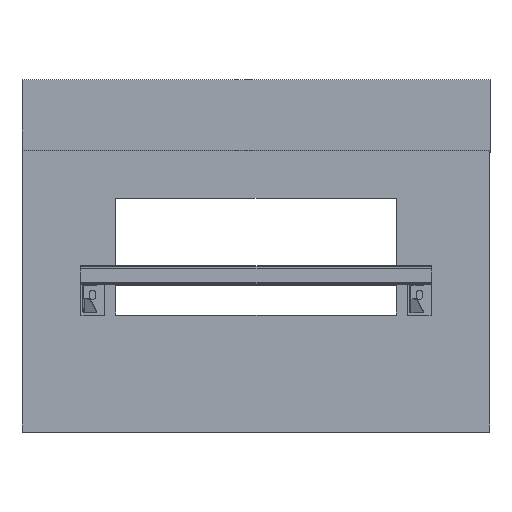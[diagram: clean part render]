
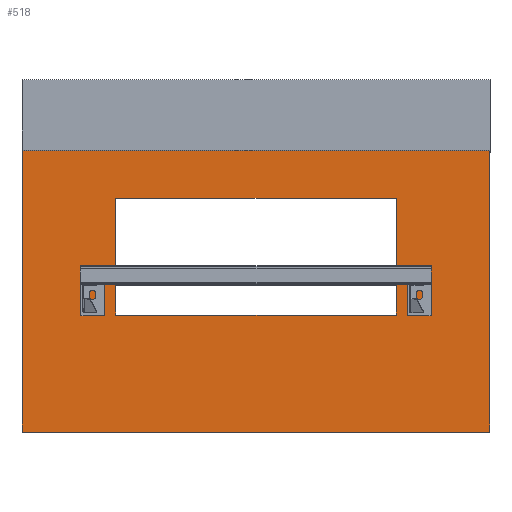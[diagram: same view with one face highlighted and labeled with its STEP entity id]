
A CAD part, top view. The second image highlights one B-rep face of the part: STEP entity #518.
In plain terms, the highlighted face is planar.
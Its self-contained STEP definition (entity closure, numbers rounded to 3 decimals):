
#123 = EDGE_CURVE ( 'NONE', #701, #6373, #6687, .T. ) ;
#328 = VERTEX_POINT ( 'NONE', #2223 ) ;
#399 = CARTESIAN_POINT ( 'NONE',  ( 0., 0., 500. ) ) ;
#512 = LINE ( 'NONE', #997, #4231 ) ;
#518 = ADVANCED_FACE ( 'NONE', ( #3251, #2622 ), #1696, .T. ) ;
#538 = LINE ( 'NONE', #5815, #5087 ) ;
#598 = EDGE_CURVE ( 'NONE', #853, #4977, #5465, .T. ) ;
#701 = VERTEX_POINT ( 'NONE', #3090 ) ;
#703 = ORIENTED_EDGE ( 'NONE', *, *, #5437, .T. ) ;
#729 = CARTESIAN_POINT ( 'NONE',  ( -500., 0., 300. ) ) ;
#820 = VECTOR ( 'NONE', #3408, 1000. ) ;
#853 = VERTEX_POINT ( 'NONE', #1839 ) ;
#856 = DIRECTION ( 'NONE',  ( 0., 0., -1. ) ) ;
#997 = CARTESIAN_POINT ( 'NONE',  ( -750., 0., 500. ) ) ;
#1022 = ORIENTED_EDGE ( 'NONE', *, *, #3003, .F. ) ;
#1057 = EDGE_CURVE ( 'NONE', #6305, #701, #3379, .T. ) ;
#1310 = DIRECTION ( 'NONE',  ( 0., 0., -1. ) ) ;
#1364 = VECTOR ( 'NONE', #4963, 1000. ) ;
#1509 = EDGE_CURVE ( 'NONE', #5738, #853, #2851, .T. ) ;
#1696 = PLANE ( 'NONE',  #3197 ) ;
#1718 = LINE ( 'NONE', #3798, #4228 ) ;
#1839 = CARTESIAN_POINT ( 'NONE',  ( -500., 0., -300. ) ) ;
#1997 = CARTESIAN_POINT ( 'NONE',  ( 0., 0., -500. ) ) ;
#2016 = EDGE_CURVE ( 'NONE', #4977, #328, #538, .T. ) ;
#2147 = ORIENTED_EDGE ( 'NONE', *, *, #5643, .T. ) ;
#2190 = CARTESIAN_POINT ( 'NONE',  ( 0., 0., 0. ) ) ;
#2223 = CARTESIAN_POINT ( 'NONE',  ( -250., 0., 300. ) ) ;
#2399 = CARTESIAN_POINT ( 'NONE',  ( -250., 0., -300. ) ) ;
#2555 = DIRECTION ( 'NONE',  ( 0., 0., 1. ) ) ;
#2619 = DIRECTION ( 'NONE',  ( 1., 0., 0. ) ) ;
#2622 = FACE_OUTER_BOUND ( 'NONE', #3155, .T. ) ;
#2851 = LINE ( 'NONE', #2399, #820 ) ;
#2987 = CARTESIAN_POINT ( 'NONE',  ( -750., 0., 500. ) ) ;
#3003 = EDGE_CURVE ( 'NONE', #328, #5738, #6586, .T. ) ;
#3007 = VECTOR ( 'NONE', #856, 1000. ) ;
#3070 = EDGE_LOOP ( 'NONE', ( #1022, #3756, #3544, #5863 ) ) ;
#3090 = CARTESIAN_POINT ( 'NONE',  ( 0., 0., -500. ) ) ;
#3155 = EDGE_LOOP ( 'NONE', ( #6064, #6471, #2147, #703 ) ) ;
#3197 = AXIS2_PLACEMENT_3D ( 'NONE', #2190, #4275, #5346 ) ;
#3251 = FACE_BOUND ( 'NONE', #3070, .T. ) ;
#3316 = DIRECTION ( 'NONE',  ( 1., 0., 0. ) ) ;
#3379 = LINE ( 'NONE', #6532, #3007 ) ;
#3408 = DIRECTION ( 'NONE',  ( -1., 0., 0. ) ) ;
#3544 = ORIENTED_EDGE ( 'NONE', *, *, #598, .F. ) ;
#3756 = ORIENTED_EDGE ( 'NONE', *, *, #2016, .F. ) ;
#3798 = CARTESIAN_POINT ( 'NONE',  ( 0., 0., 500. ) ) ;
#4052 = VECTOR ( 'NONE', #5593, 1000. ) ;
#4228 = VECTOR ( 'NONE', #3316, 1000. ) ;
#4231 = VECTOR ( 'NONE', #2555, 1000. ) ;
#4275 = DIRECTION ( 'NONE',  ( 0., 1., 0. ) ) ;
#4730 = VECTOR ( 'NONE', #1310, 1000. ) ;
#4752 = CARTESIAN_POINT ( 'NONE',  ( -250., 0., -300. ) ) ;
#4963 = DIRECTION ( 'NONE',  ( 0., 0., 1. ) ) ;
#4977 = VERTEX_POINT ( 'NONE', #729 ) ;
#5041 = VERTEX_POINT ( 'NONE', #2987 ) ;
#5087 = VECTOR ( 'NONE', #2619, 1000. ) ;
#5346 = DIRECTION ( 'NONE',  ( 0., 0., 1. ) ) ;
#5437 = EDGE_CURVE ( 'NONE', #5041, #6305, #1718, .T. ) ;
#5465 = LINE ( 'NONE', #5573, #1364 ) ;
#5573 = CARTESIAN_POINT ( 'NONE',  ( -500., 0., 300. ) ) ;
#5593 = DIRECTION ( 'NONE',  ( -1., 0., 0. ) ) ;
#5643 = EDGE_CURVE ( 'NONE', #6373, #5041, #512, .T. ) ;
#5738 = VERTEX_POINT ( 'NONE', #4752 ) ;
#5758 = CARTESIAN_POINT ( 'NONE',  ( -750., 0., -500. ) ) ;
#5815 = CARTESIAN_POINT ( 'NONE',  ( -250., 0., 300. ) ) ;
#5863 = ORIENTED_EDGE ( 'NONE', *, *, #1509, .F. ) ;
#6064 = ORIENTED_EDGE ( 'NONE', *, *, #1057, .T. ) ;
#6305 = VERTEX_POINT ( 'NONE', #399 ) ;
#6373 = VERTEX_POINT ( 'NONE', #5758 ) ;
#6471 = ORIENTED_EDGE ( 'NONE', *, *, #123, .T. ) ;
#6532 = CARTESIAN_POINT ( 'NONE',  ( 0., 0., 500. ) ) ;
#6553 = CARTESIAN_POINT ( 'NONE',  ( -250., 0., 300. ) ) ;
#6586 = LINE ( 'NONE', #6553, #4730 ) ;
#6687 = LINE ( 'NONE', #1997, #4052 ) ;
